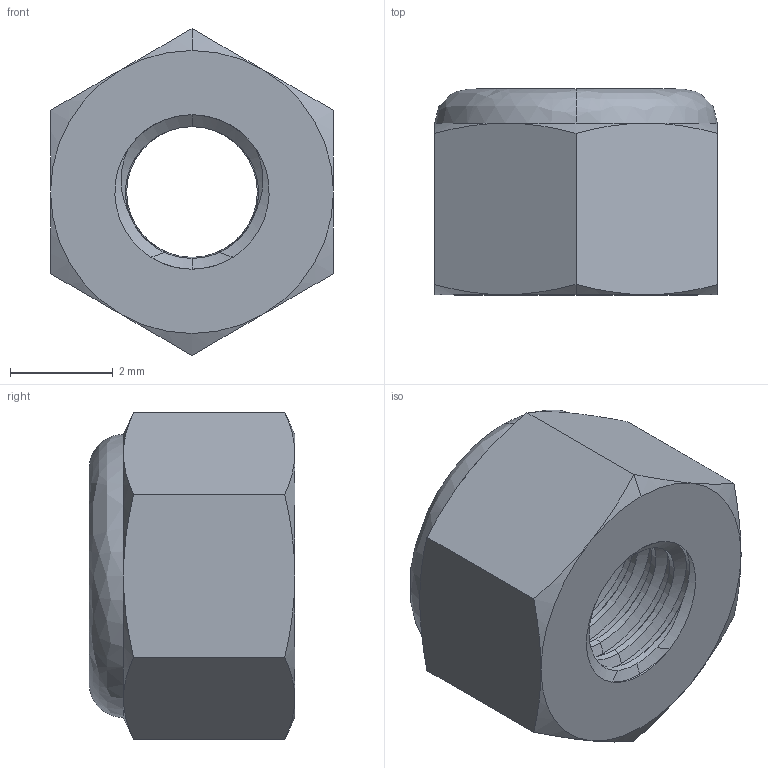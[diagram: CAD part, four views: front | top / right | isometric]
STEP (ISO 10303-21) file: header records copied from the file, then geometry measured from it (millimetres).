
FILE_DESCRIPTION (( 'STEP AP214' ), '1' );
FILE_NAME ('REV-41-1361.STEP', '2017-04-01T04:27:18', ( '' ), ( '' ), 'SwSTEP 2.0', 'SolidWorks 2016', '' );
FILE_SCHEMA (( 'AUTOMOTIVE_DESIGN' ));
Length unit declared in the file: millimetre
Products named in the file (1): REV-41-1361
Bounding box: 5.5 x 4 x 6.35 mm (x, y, z)
Volume: 74.3 mm3; surface area: 217.2 mm2
Topology: 2 solids, 2 shells, 98 faces, 210 edges, 118 vertices
Faces by surface type: cone 46, cylinder 34, plane 12, bspline 6
Entity records: 3344 total; most frequent: CARTESIAN_POINT 1288, ORIENTED_EDGE 420, DIRECTION 393, EDGE_CURVE 210, AXIS2_PLACEMENT_3D 165, VERTEX_POINT 118, EDGE_LOOP 104, FACE_OUTER_BOUND 98
